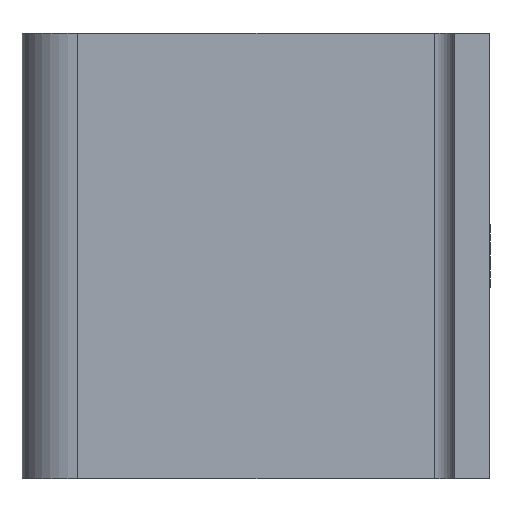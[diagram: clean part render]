
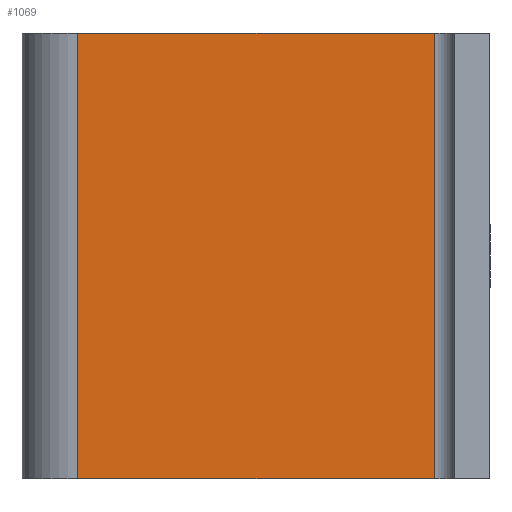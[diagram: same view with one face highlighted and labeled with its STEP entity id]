
A CAD part, left-side view. The second image highlights one B-rep face of the part: STEP entity #1069.
In plain terms, the highlighted planar face has unit normal (-1, 0, 0).
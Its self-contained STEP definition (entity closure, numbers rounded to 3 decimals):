
#996=CARTESIAN_POINT('',(-59.,92.5,50.0));
#997=VERTEX_POINT('',#996);
#1032=CARTESIAN_POINT('',(-59.,151.598,0.0));
#1033=DIRECTION('',(-1.0,0.0,0.0));
#1034=DIRECTION('',(0.0,0.0,1.0));
#1035=AXIS2_PLACEMENT_3D('',#1032,#1033,#1034);
#1036=PLANE('',#1035);
#1037=CARTESIAN_POINT('',(-59.,92.5,-50.0));
#1038=VERTEX_POINT('',#1037);
#1039=CARTESIAN_POINT('',(-59.,92.5,-50.0));
#1040=DIRECTION('',(0.0,0.0,1.0));
#1041=VECTOR('',#1040,100.0);
#1042=LINE('',#1039,#1041);
#1043=EDGE_CURVE('',#1038,#997,#1042,.T.);
#1044=ORIENTED_EDGE('',*,*,#1043,.F.);
#1045=CARTESIAN_POINT('',(-59.0,12.5,-50.0));
#1046=VERTEX_POINT('',#1045);
#1047=CARTESIAN_POINT('',(-59.,12.5,-50.0));
#1048=DIRECTION('',(0.0,1.0,0.0));
#1049=VECTOR('',#1048,80.0);
#1050=LINE('',#1047,#1049);
#1051=EDGE_CURVE('',#1046,#1038,#1050,.T.);
#1052=ORIENTED_EDGE('',*,*,#1051,.F.);
#1053=CARTESIAN_POINT('',(-59.0,12.5,50.0));
#1054=VERTEX_POINT('',#1053);
#1055=CARTESIAN_POINT('',(-59.0,12.5,-50.0));
#1056=DIRECTION('',(0.0,0.0,1.0));
#1057=VECTOR('',#1056,100.0);
#1058=LINE('',#1055,#1057);
#1059=EDGE_CURVE('',#1046,#1054,#1058,.T.);
#1060=ORIENTED_EDGE('',*,*,#1059,.T.);
#1061=CARTESIAN_POINT('',(-59.,92.5,50.0));
#1062=DIRECTION('',(0.0,-1.0,0.0));
#1063=VECTOR('',#1062,80.);
#1064=LINE('',#1061,#1063);
#1065=EDGE_CURVE('',#997,#1054,#1064,.T.);
#1066=ORIENTED_EDGE('',*,*,#1065,.F.);
#1067=EDGE_LOOP('',(#1044,#1052,#1060,#1066));
#1068=FACE_OUTER_BOUND('',#1067,.T.);
#1069=ADVANCED_FACE('',(#1068),#1036,.T.);
